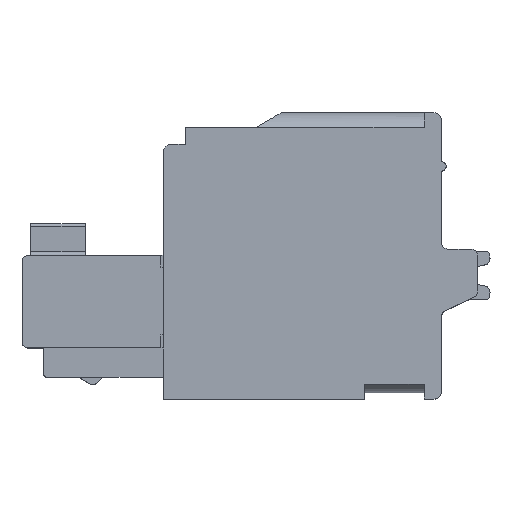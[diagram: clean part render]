
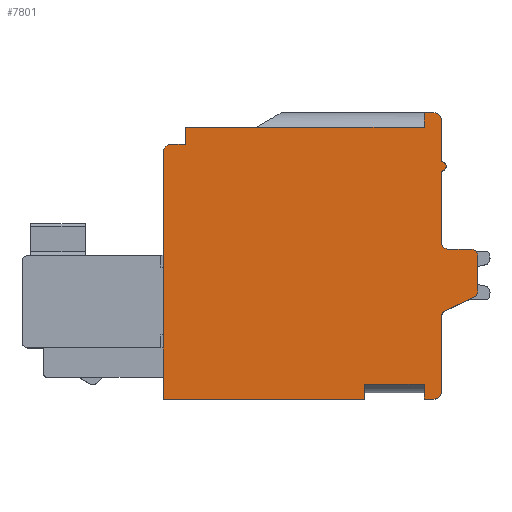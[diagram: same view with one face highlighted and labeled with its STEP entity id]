
A CAD part, top view. The second image highlights one B-rep face of the part: STEP entity #7801.
In plain terms, the highlighted planar face has unit normal (0, 0, 1).
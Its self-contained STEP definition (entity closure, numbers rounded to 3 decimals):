
#447=DIRECTION('',(1.,0.,0.));
#448=VECTOR('',#447,0.4);
#449=CARTESIAN_POINT('',(0.,0.,-15.));
#450=LINE('',#449,#448);
#472=DIRECTION('',(0.,1.,0.));
#473=VECTOR('',#472,0.6);
#474=CARTESIAN_POINT('',(-2.45,0.,-15.));
#475=LINE('',#474,#473);
#513=DIRECTION('',(1.,0.,0.));
#514=VECTOR('',#513,8.25);
#515=CARTESIAN_POINT('',(-10.7,0.,-15.));
#516=LINE('',#515,#514);
#713=DIRECTION('',(0.,-1.,0.));
#714=VECTOR('',#713,10.15);
#715=CARTESIAN_POINT('',(-10.7,10.15,-15.));
#716=LINE('',#715,#714);
#1517=DIRECTION('',(-1.,0.,0.));
#1518=VECTOR('',#1517,0.4);
#1519=CARTESIAN_POINT('',(0.4,11.75,-15.));
#1520=LINE('',#1519,#1518);
#1533=DIRECTION('',(0.,1.,0.));
#1534=VECTOR('',#1533,1.7);
#1535=CARTESIAN_POINT('',(0.7,9.75,-15.));
#1536=LINE('',#1535,#1534);
#1550=CARTESIAN_POINT('',(0.7,9.55,-15.));
#1551=DIRECTION('',(0.,0.,1.));
#1552=DIRECTION('',(0.,-1.,0.));
#1553=AXIS2_PLACEMENT_3D('',#1550,#1551,#1552);
#2412=CARTESIAN_POINT('',(-10.4,10.15,-15.));
#2413=DIRECTION('',(0.,0.,-1.));
#2414=DIRECTION('',(-1.,0.,0.));
#2415=AXIS2_PLACEMENT_3D('',#2412,#2413,#2414);
#2417=DIRECTION('',(0.,1.,0.));
#2418=VECTOR('',#2417,0.7);
#2419=CARTESIAN_POINT('',(-9.8,10.45,-15.));
#2420=LINE('',#2419,#2418);
#2421=DIRECTION('',(1.,0.,0.));
#2422=VECTOR('',#2421,9.8);
#2423=CARTESIAN_POINT('',(-9.8,11.15,-15.));
#2424=LINE('',#2423,#2422);
#2425=DIRECTION('',(0.,1.,0.));
#2426=VECTOR('',#2425,0.6);
#2427=CARTESIAN_POINT('',(0.,11.15,-15.));
#2428=LINE('',#2427,#2426);
#2429=CARTESIAN_POINT('',(0.4,11.45,-15.));
#2430=DIRECTION('',(0.,0.,-1.));
#2431=DIRECTION('',(0.,1.,0.));
#2432=AXIS2_PLACEMENT_3D('',#2429,#2430,#2431);
#2434=DIRECTION('',(0.,-1.,0.));
#2435=VECTOR('',#2434,2.9);
#2436=CARTESIAN_POINT('',(0.7,9.35,-15.));
#2437=LINE('',#2436,#2435);
#2438=CARTESIAN_POINT('',(1.,6.45,-15.));
#2439=DIRECTION('',(0.,0.,1.));
#2440=DIRECTION('',(-1.,0.,0.));
#2441=AXIS2_PLACEMENT_3D('',#2438,#2439,#2440);
#2443=CARTESIAN_POINT('',(1.9,5.85,-15.));
#2444=DIRECTION('',(0.,0.,-1.));
#2445=DIRECTION('',(0.,1.,0.));
#2446=AXIS2_PLACEMENT_3D('',#2443,#2444,#2445);
#2448=CARTESIAN_POINT('',(1.9,4.441,-15.));
#2449=DIRECTION('',(0.,0.,-1.));
#2450=DIRECTION('',(1.,0.,0.));
#2451=AXIS2_PLACEMENT_3D('',#2448,#2449,#2450);
#2453=DIRECTION('',(-0.906,-0.423,0.));
#2454=VECTOR('',#2453,1.273);
#2455=CARTESIAN_POINT('',(2.027,4.169,-15.));
#2456=LINE('',#2455,#2454);
#2457=CARTESIAN_POINT('',(1.,3.359,-15.));
#2458=DIRECTION('',(0.,0.,1.));
#2459=DIRECTION('',(-0.423,0.906,0.));
#2460=AXIS2_PLACEMENT_3D('',#2457,#2458,#2459);
#2462=DIRECTION('',(0.,-1.,0.));
#2463=VECTOR('',#2462,3.059);
#2464=CARTESIAN_POINT('',(0.7,3.359,-15.));
#2465=LINE('',#2464,#2463);
#2466=CARTESIAN_POINT('',(0.4,0.3,-15.));
#2467=DIRECTION('',(0.,0.,-1.));
#2468=DIRECTION('',(1.,0.,0.));
#2469=AXIS2_PLACEMENT_3D('',#2466,#2467,#2468);
#2471=DIRECTION('',(0.,1.,0.));
#2472=VECTOR('',#2471,0.6);
#2473=CARTESIAN_POINT('',(0.,0.,-15.));
#2474=LINE('',#2473,#2472);
#2475=DIRECTION('',(-1.,0.,0.));
#2476=VECTOR('',#2475,2.45);
#2477=CARTESIAN_POINT('',(0.,0.6,-15.));
#2478=LINE('',#2477,#2476);
#2495=DIRECTION('',(-1.,0.,0.));
#2496=VECTOR('',#2495,0.6);
#2497=CARTESIAN_POINT('',(-9.8,10.45,-15.));
#2498=LINE('',#2497,#2496);
#2736=DIRECTION('',(-1.,0.,0.));
#2737=VECTOR('',#2736,0.9);
#2738=CARTESIAN_POINT('',(1.9,6.15,-15.));
#2739=LINE('',#2738,#2737);
#2748=DIRECTION('',(0.,1.,0.));
#2749=VECTOR('',#2748,1.409);
#2750=CARTESIAN_POINT('',(2.2,4.441,-15.));
#2751=LINE('',#2750,#2749);
#4013=CARTESIAN_POINT('',(0.7,3.359,-15.));
#4014=CARTESIAN_POINT('',(0.7,0.3,-15.));
#4015=VERTEX_POINT('',#4013);
#4016=VERTEX_POINT('',#4014);
#4061=CARTESIAN_POINT('',(0.7,6.45,-15.));
#4062=VERTEX_POINT('',#4061);
#4063=CARTESIAN_POINT('',(0.7,9.35,-15.));
#4064=VERTEX_POINT('',#4063);
#4065=CARTESIAN_POINT('',(0.7,9.75,-15.));
#4067=VERTEX_POINT('',#4065);
#4075=CARTESIAN_POINT('',(0.7,11.45,-15.));
#4076=VERTEX_POINT('',#4075);
#4077=CARTESIAN_POINT('',(0.4,11.75,-15.));
#4078=VERTEX_POINT('',#4077);
#4079=CARTESIAN_POINT('',(0.,11.75,-15.));
#4080=VERTEX_POINT('',#4079);
#4091=CARTESIAN_POINT('',(0.,11.15,-15.));
#4092=VERTEX_POINT('',#4091);
#4093=CARTESIAN_POINT('',(-9.8,11.15,-15.));
#4094=VERTEX_POINT('',#4093);
#4111=CARTESIAN_POINT('',(-9.8,10.45,-15.));
#4112=VERTEX_POINT('',#4111);
#4281=CARTESIAN_POINT('',(-10.7,10.15,-15.));
#4282=VERTEX_POINT('',#4281);
#4283=CARTESIAN_POINT('',(-10.7,0.,-15.));
#4284=VERTEX_POINT('',#4283);
#4285=CARTESIAN_POINT('',(-2.45,0.,-15.));
#4286=VERTEX_POINT('',#4285);
#4287=CARTESIAN_POINT('',(-2.45,0.6,-15.));
#4288=VERTEX_POINT('',#4287);
#4291=CARTESIAN_POINT('',(0.,0.6,-15.));
#4293=VERTEX_POINT('',#4291);
#4295=CARTESIAN_POINT('',(0.,0.,-15.));
#4296=VERTEX_POINT('',#4295);
#4297=CARTESIAN_POINT('',(0.4,0.,-15.));
#4298=VERTEX_POINT('',#4297);
#4299=CARTESIAN_POINT('',(-10.4,10.45,-15.));
#4300=VERTEX_POINT('',#4299);
#4301=CARTESIAN_POINT('',(1.,6.15,-15.));
#4302=VERTEX_POINT('',#4301);
#4303=CARTESIAN_POINT('',(1.9,6.15,-15.));
#4304=VERTEX_POINT('',#4303);
#4305=CARTESIAN_POINT('',(2.2,5.85,-15.));
#4306=VERTEX_POINT('',#4305);
#4307=CARTESIAN_POINT('',(2.2,4.441,-15.));
#4308=VERTEX_POINT('',#4307);
#4309=CARTESIAN_POINT('',(2.027,4.169,-15.));
#4310=VERTEX_POINT('',#4309);
#4311=CARTESIAN_POINT('',(0.873,3.631,-15.));
#4312=VERTEX_POINT('',#4311);
#7759=CARTESIAN_POINT('',(-1.384,8.507,-15.));
#7760=DIRECTION('',(0.,0.,1.));
#7761=DIRECTION('',(1.,0.,0.));
#7762=AXIS2_PLACEMENT_3D('',#7759,#7760,#7761);
#7763=PLANE('',#7762);
#7764=ORIENTED_EDGE('',*,*,#5412,.F.);
#7766=ORIENTED_EDGE('',*,*,#7765,.T.);
#7768=ORIENTED_EDGE('',*,*,#7767,.F.);
#7769=ORIENTED_EDGE('',*,*,#6294,.T.);
#7770=ORIENTED_EDGE('',*,*,#6337,.T.);
#7772=ORIENTED_EDGE('',*,*,#7771,.T.);
#7773=ORIENTED_EDGE('',*,*,#6531,.F.);
#7774=ORIENTED_EDGE('',*,*,#6550,.T.);
#7775=ORIENTED_EDGE('',*,*,#6573,.F.);
#7776=ORIENTED_EDGE('',*,*,#6596,.F.);
#7777=ORIENTED_EDGE('',*,*,#6622,.T.);
#7778=ORIENTED_EDGE('',*,*,#7750,.T.);
#7780=ORIENTED_EDGE('',*,*,#7779,.F.);
#7782=ORIENTED_EDGE('',*,*,#7781,.T.);
#7784=ORIENTED_EDGE('',*,*,#7783,.F.);
#7786=ORIENTED_EDGE('',*,*,#7785,.T.);
#7788=ORIENTED_EDGE('',*,*,#7787,.T.);
#7790=ORIENTED_EDGE('',*,*,#7789,.T.);
#7791=ORIENTED_EDGE('',*,*,#4685,.T.);
#7792=ORIENTED_EDGE('',*,*,#4994,.T.);
#7793=ORIENTED_EDGE('',*,*,#5009,.F.);
#7794=ORIENTED_EDGE('',*,*,#5028,.T.);
#7796=ORIENTED_EDGE('',*,*,#7795,.T.);
#7797=ORIENTED_EDGE('',*,*,#5062,.F.);
#7798=ORIENTED_EDGE('',*,*,#5085,.F.);
#7799=EDGE_LOOP('',(#7764,#7766,#7768,#7769,#7770,#7772,#7773,#7774,#7775,#7776,
#7777,#7778,#7780,#7782,#7784,#7786,#7788,#7790,#7791,#7792,#7793,#7794,#7796,
#7797,#7798));
#7800=FACE_OUTER_BOUND('',#7799,.F.);
#7801=ADVANCED_FACE('',(#7800),#7763,.T.);
#1554=CIRCLE('',#1553,0.2);
#2416=CIRCLE('',#2415,0.3);
#2433=CIRCLE('',#2432,0.3);
#2442=CIRCLE('',#2441,0.3);
#2447=CIRCLE('',#2446,0.3);
#2452=CIRCLE('',#2451,0.3);
#2461=CIRCLE('',#2460,0.3);
#2470=CIRCLE('',#2469,0.3);
#4685=EDGE_CURVE('',#4015,#4016,#2465,.T.);
#4994=EDGE_CURVE('',#4016,#4298,#2470,.T.);
#5009=EDGE_CURVE('',#4296,#4298,#450,.T.);
#5028=EDGE_CURVE('',#4296,#4293,#2474,.T.);
#5062=EDGE_CURVE('',#4286,#4288,#475,.T.);
#5085=EDGE_CURVE('',#4284,#4286,#516,.T.);
#5412=EDGE_CURVE('',#4282,#4284,#716,.T.);
#6294=EDGE_CURVE('',#4112,#4094,#2420,.T.);
#6337=EDGE_CURVE('',#4094,#4092,#2424,.T.);
#6531=EDGE_CURVE('',#4078,#4080,#1520,.T.);
#6550=EDGE_CURVE('',#4078,#4076,#2433,.T.);
#6573=EDGE_CURVE('',#4067,#4076,#1536,.T.);
#6596=EDGE_CURVE('',#4064,#4067,#1554,.T.);
#6622=EDGE_CURVE('',#4064,#4062,#2437,.T.);
#7750=EDGE_CURVE('',#4062,#4302,#2442,.T.);
#7765=EDGE_CURVE('',#4282,#4300,#2416,.T.);
#7767=EDGE_CURVE('',#4112,#4300,#2498,.T.);
#7771=EDGE_CURVE('',#4092,#4080,#2428,.T.);
#7779=EDGE_CURVE('',#4304,#4302,#2739,.T.);
#7781=EDGE_CURVE('',#4304,#4306,#2447,.T.);
#7783=EDGE_CURVE('',#4308,#4306,#2751,.T.);
#7785=EDGE_CURVE('',#4308,#4310,#2452,.T.);
#7787=EDGE_CURVE('',#4310,#4312,#2456,.T.);
#7789=EDGE_CURVE('',#4312,#4015,#2461,.T.);
#7795=EDGE_CURVE('',#4293,#4288,#2478,.T.);
